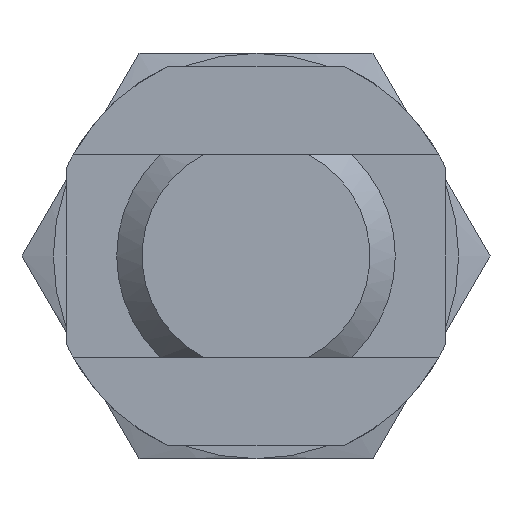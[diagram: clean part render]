
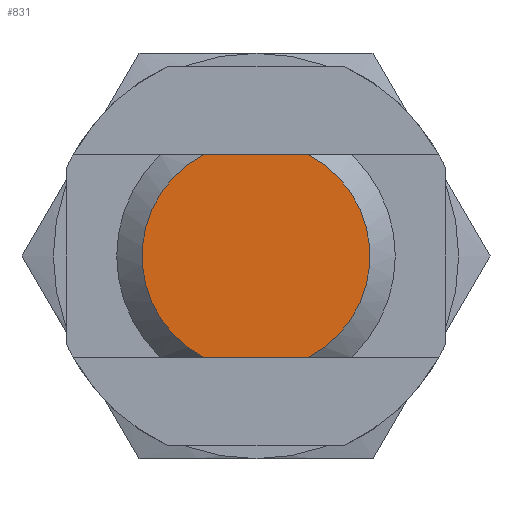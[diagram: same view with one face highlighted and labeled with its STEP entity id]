
A CAD part, left-side view. The second image highlights one B-rep face of the part: STEP entity #831.
In plain terms, the highlighted planar face has unit normal (-1, 0, 0).
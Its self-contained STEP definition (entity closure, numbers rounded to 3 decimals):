
#240 = VERTEX_POINT ( 'NONE', #1629 ) ;
#306 = EDGE_CURVE ( 'NONE', #899, #661, #2812, .T. ) ;
#398 = LINE ( 'NONE', #2203, #3611 ) ;
#461 = CIRCLE ( 'NONE', #4072, 9. ) ;
#495 = LINE ( 'NONE', #1238, #2294 ) ;
#661 = VERTEX_POINT ( 'NONE', #2009 ) ;
#726 = DIRECTION ( 'NONE',  ( -1., 0., 0. ) ) ;
#783 = DIRECTION ( 'NONE',  ( 0., 1., 0. ) ) ;
#831 = ADVANCED_FACE ( 'NONE', ( #1133 ), #2912, .F. ) ;
#899 = VERTEX_POINT ( 'NONE', #3584 ) ;
#946 = EDGE_LOOP ( 'NONE', ( #1544, #2483, #3116, #1390 ) ) ;
#1133 = FACE_OUTER_BOUND ( 'NONE', #946, .T. ) ;
#1172 = CARTESIAN_POINT ( 'NONE',  ( -243., 0., 0. ) ) ;
#1238 = CARTESIAN_POINT ( 'NONE',  ( -243., -20., -8. ) ) ;
#1390 = ORIENTED_EDGE ( 'NONE', *, *, #4430, .F. ) ;
#1405 = EDGE_CURVE ( 'NONE', #4114, #661, #398, .T. ) ;
#1473 = DIRECTION ( 'NONE',  ( 0., -1., 0. ) ) ;
#1544 = ORIENTED_EDGE ( 'NONE', *, *, #306, .T. ) ;
#1629 = CARTESIAN_POINT ( 'NONE',  ( -243., 4.123, -8. ) ) ;
#1924 = AXIS2_PLACEMENT_3D ( 'NONE', #1172, #2985, #783 ) ;
#2009 = CARTESIAN_POINT ( 'NONE',  ( -243., -4.123, 8. ) ) ;
#2203 = CARTESIAN_POINT ( 'NONE',  ( -243., 20., 8. ) ) ;
#2294 = VECTOR ( 'NONE', #2626, 1000. ) ;
#2483 = ORIENTED_EDGE ( 'NONE', *, *, #1405, .F. ) ;
#2626 = DIRECTION ( 'NONE',  ( 0., 1., 0. ) ) ;
#2729 = DIRECTION ( 'NONE',  ( -1., 0., 0. ) ) ;
#2812 = CIRCLE ( 'NONE', #3402, 9. ) ;
#2912 = PLANE ( 'NONE',  #1924 ) ;
#2985 = DIRECTION ( 'NONE',  ( 1., 0., 0. ) ) ;
#3088 = CARTESIAN_POINT ( 'NONE',  ( -243., 0., 0. ) ) ;
#3104 = CARTESIAN_POINT ( 'NONE',  ( -243., 4.123, 8. ) ) ;
#3116 = ORIENTED_EDGE ( 'NONE', *, *, #4091, .T. ) ;
#3141 = DIRECTION ( 'NONE',  ( 0., 0., 1. ) ) ;
#3402 = AXIS2_PLACEMENT_3D ( 'NONE', #3867, #726, #3141 ) ;
#3584 = CARTESIAN_POINT ( 'NONE',  ( -243., -4.123, -8. ) ) ;
#3611 = VECTOR ( 'NONE', #1473, 1000. ) ;
#3867 = CARTESIAN_POINT ( 'NONE',  ( -243., 0., 0. ) ) ;
#4072 = AXIS2_PLACEMENT_3D ( 'NONE', #3088, #2729, #4525 ) ;
#4091 = EDGE_CURVE ( 'NONE', #4114, #240, #461, .T. ) ;
#4114 = VERTEX_POINT ( 'NONE', #3104 ) ;
#4430 = EDGE_CURVE ( 'NONE', #899, #240, #495, .T. ) ;
#4525 = DIRECTION ( 'NONE',  ( 0., 0., 1. ) ) ;
